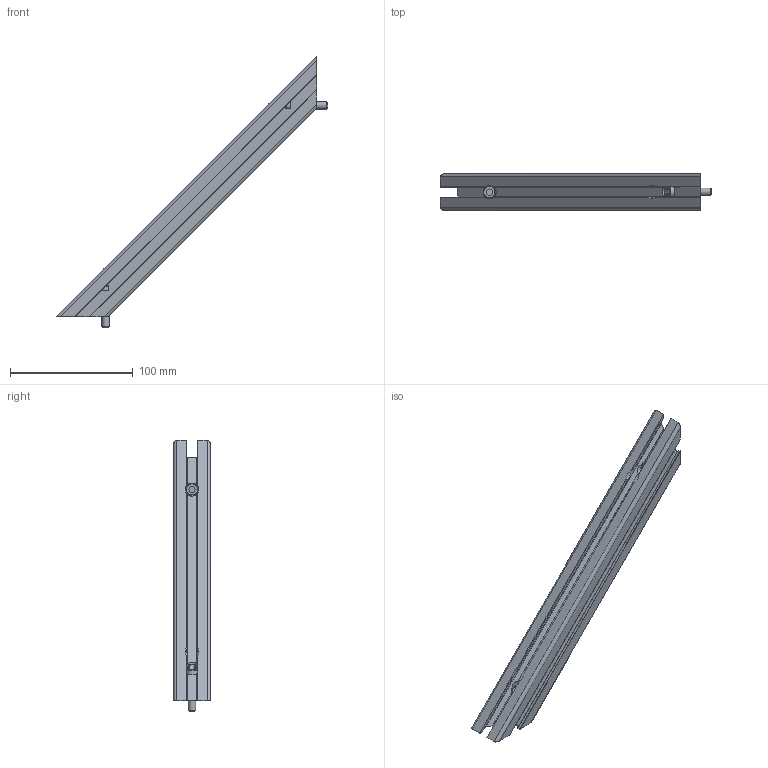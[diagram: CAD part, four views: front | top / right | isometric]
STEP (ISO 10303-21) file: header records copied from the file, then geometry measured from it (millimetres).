
FILE_DESCRIPTION(/* description */ (''),/* implementation_level */ '2;1');
FILE_NAME(/* name */ '40-33030-3.stp',/* time_stamp */ '2024-04-30T13:04:48-04:00',/* author */ ('jmurphy'),/* organization */ (''),/* preprocessor_version */ 'ST-DEVELOPER v18.1',/* originating_system */ 'AutoCAD Mechanical',/* authorisation */ '');
FILE_SCHEMA (('AUTOMOTIVE_DESIGN { 1 0 10303 214 3 1 1 }'));
Length unit declared in the file: millimetre
Products named in the file (2): Product; minitec_2024043011593200
Assembly tree (1 placements, depth 2):
  Product
    minitec_2024043011593200
Bounding box: 221.13 x 30 x 221.13 mm (x, y, z)
Volume: 65577.8 mm3; surface area: 94276.8 mm2
Topology: 3 solids, 3 shells, 256 faces, 771 edges, 512 vertices
Faces by surface type: plane 134, cylinder 118, cone 2, torus 2
Full cylindrical faces by diameter (mm): 6 x2, 7 x2, 10 x2
Entity records: 9752 total; most frequent: CARTESIAN_POINT 2670, ORIENTED_EDGE 1540, DIRECTION 1437, EDGE_CURVE 770, VERTEX_POINT 510, AXIS2_PLACEMENT_3D 489, LINE 459, VECTOR 459
